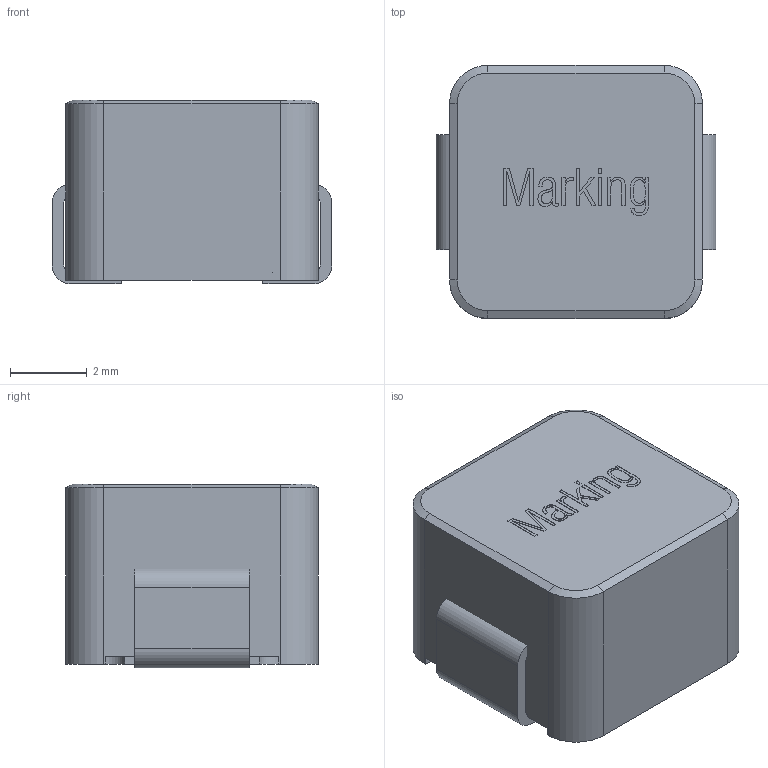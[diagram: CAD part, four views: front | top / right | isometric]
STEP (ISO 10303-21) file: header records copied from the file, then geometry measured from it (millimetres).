
FILE_DESCRIPTION(('FreeCAD Model'),'2;1');
FILE_NAME('Open CASCADE Shape Model','2023-07-14T23:09:37',( 'kicad StepUp'),('ksu MCAD'),'Open CASCADE STEP processor 7.6', 'FreeCAD','Unknown');
FILE_SCHEMA(('AUTOMOTIVE_DESIGN { 1 0 10303 214 1 1 1 1 }'));
Length unit declared in the file: millimetre
Products named in the file (1): WE-LHMI_7050
Bounding box: 7.3 x 6.6 x 4.8 mm (x, y, z)
Volume: 208.6 mm3; surface area: 299 mm2
Topology: 2 solids, 2 shells, 133 faces, 349 edges, 230 vertices
Faces by surface type: plane 101, cylinder 16, extrusion 12, cone 4
Entity records: 5048 total; most frequent: CARTESIAN_POINT 1274, ORIENTED_EDGE 698, DIRECTION 498, EDGE_CURVE 349, VERTEX_POINT 230, VECTOR 182, LINE 170, AXIS2_PLACEMENT_3D 158
